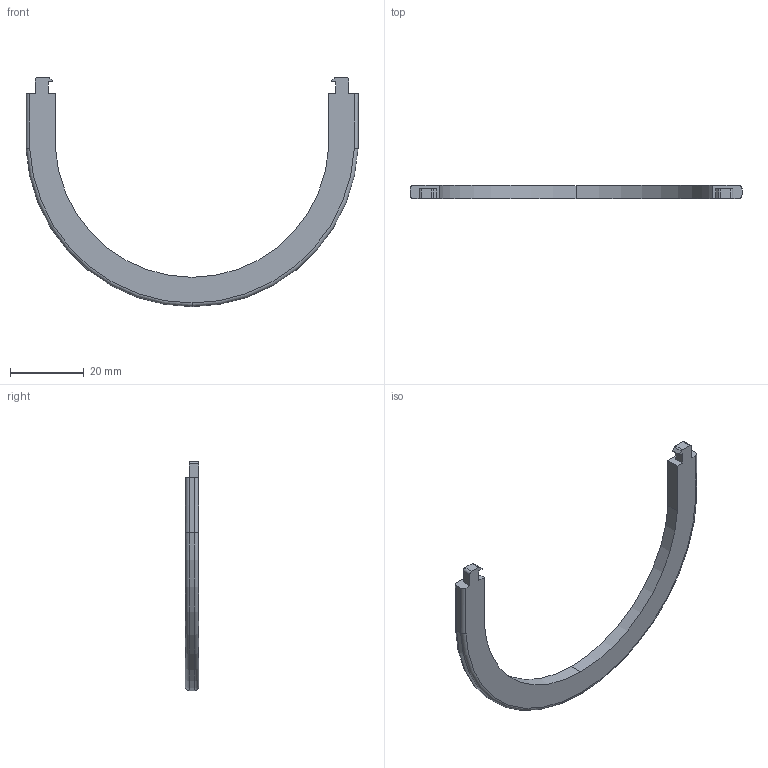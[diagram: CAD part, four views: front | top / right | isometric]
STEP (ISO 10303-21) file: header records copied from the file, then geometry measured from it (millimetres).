
FILE_DESCRIPTION (( 'STEP AP214' ), '1' );
FILE_NAME ('v0.6.1_cv19_ICTF_clip_lower.STEP', '2020-04-13T06:39:48', ( 'ABC' ), ( '' ), 'SwSTEP 2.0', 'SolidWorks 2016', '' );
FILE_SCHEMA (( 'AUTOMOTIVE_DESIGN' ));
Length unit declared in the file: millimetre
Products named in the file (1): v0.6.1_cv19_ICTF_clip_lower
Bounding box: 90.33 x 3.6 x 62.39 mm (x, y, z)
Volume: 4473.1 mm3; surface area: 3625.5 mm2
Topology: 1 solids, 1 shells, 37 faces, 100 edges, 65 vertices
Faces by surface type: plane 22, cylinder 12, torus 3
Entity records: 1212 total; most frequent: CARTESIAN_POINT 231, ORIENTED_EDGE 200, DIRECTION 196, EDGE_CURVE 100, VECTOR 72, LINE 72, VERTEX_POINT 65, AXIS2_PLACEMENT_3D 62
